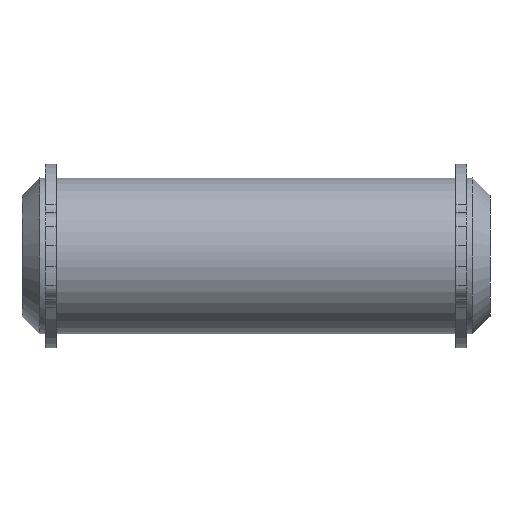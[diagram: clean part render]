
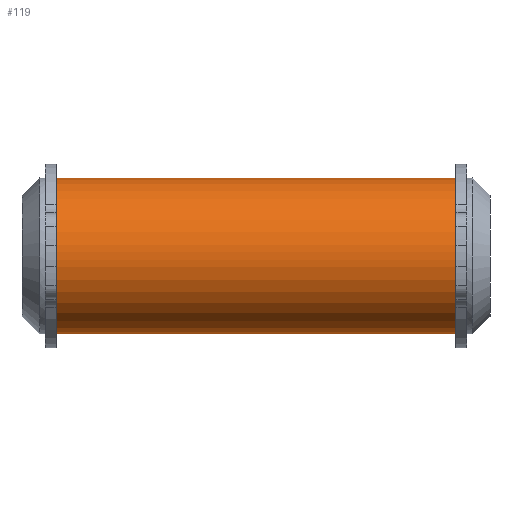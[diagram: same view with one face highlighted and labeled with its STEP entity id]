
A CAD part, front view. The second image highlights one B-rep face of the part: STEP entity #119.
In plain terms, the highlighted cylindrical face has radius 8 mm (diameter 16 mm), a full revolution.
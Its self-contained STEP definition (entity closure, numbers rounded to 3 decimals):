
#119 = ADVANCED_FACE( '', ( #250, #251 ), #252, .T. );
#250 = FACE_OUTER_BOUND( '', #391, .T. );
#251 = FACE_OUTER_BOUND( '', #392, .T. );
#252 = CYLINDRICAL_SURFACE( '', #393, 8. );
#391 = EDGE_LOOP( '', ( #668, #669 ) );
#392 = EDGE_LOOP( '', ( #670, #671 ) );
#393 = AXIS2_PLACEMENT_3D( '', #672, #673, #674 );
#668 = ORIENTED_EDGE( '', *, *, #827, .F. );
#669 = ORIENTED_EDGE( '', *, *, #864, .F. );
#670 = ORIENTED_EDGE( '', *, *, #800, .T. );
#671 = ORIENTED_EDGE( '', *, *, #874, .T. );
#672 = CARTESIAN_POINT( '', ( 24., 0., 0. ) );
#673 = DIRECTION( '', ( -1., 0., 0. ) );
#674 = DIRECTION( '', ( 0., 0., -1. ) );
#800 = EDGE_CURVE( '', #952, #950, #953, .T. );
#827 = EDGE_CURVE( '', #993, #972, #996, .T. );
#864 = EDGE_CURVE( '', #972, #993, #1046, .T. );
#874 = EDGE_CURVE( '', #950, #952, #1057, .T. );
#950 = VERTEX_POINT( '', #1147 );
#952 = VERTEX_POINT( '', #1150 );
#953 = CIRCLE( '', #1151, 8. );
#972 = VERTEX_POINT( '', #1173 );
#993 = VERTEX_POINT( '', #1201 );
#996 = CIRCLE( '', #1205, 8. );
#1046 = CIRCLE( '', #1265, 8. );
#1057 = CIRCLE( '', #1278, 8. );
#1147 = CARTESIAN_POINT( '', ( -20.5, -7.924, -1.1 ) );
#1150 = CARTESIAN_POINT( '', ( -20.5, -7.924, 1.1 ) );
#1151 = AXIS2_PLACEMENT_3D( '', #1364, #1365, #1366 );
#1173 = CARTESIAN_POINT( '', ( 20.5, -7.924, 1.1 ) );
#1201 = CARTESIAN_POINT( '', ( 20.5, -7.924, -1.1 ) );
#1205 = AXIS2_PLACEMENT_3D( '', #1402, #1403, #1404 );
#1265 = AXIS2_PLACEMENT_3D( '', #1463, #1464, #1465 );
#1278 = AXIS2_PLACEMENT_3D( '', #1474, #1475, #1476 );
#1364 = CARTESIAN_POINT( '', ( -20.5, 0., 0. ) );
#1365 = DIRECTION( '', ( 1., 0., 0. ) );
#1366 = DIRECTION( '', ( 0., 0., -1. ) );
#1402 = CARTESIAN_POINT( '', ( 20.5, 0., 0. ) );
#1403 = DIRECTION( '', ( 1., 0., 0. ) );
#1404 = DIRECTION( '', ( 0., 0., -1. ) );
#1463 = CARTESIAN_POINT( '', ( 20.5, 0., 0. ) );
#1464 = DIRECTION( '', ( 1., 0., 0. ) );
#1465 = DIRECTION( '', ( 0., 0., -1. ) );
#1474 = CARTESIAN_POINT( '', ( -20.5, 0., 0. ) );
#1475 = DIRECTION( '', ( 1., 0., 0. ) );
#1476 = DIRECTION( '', ( 0., 0., -1. ) );
